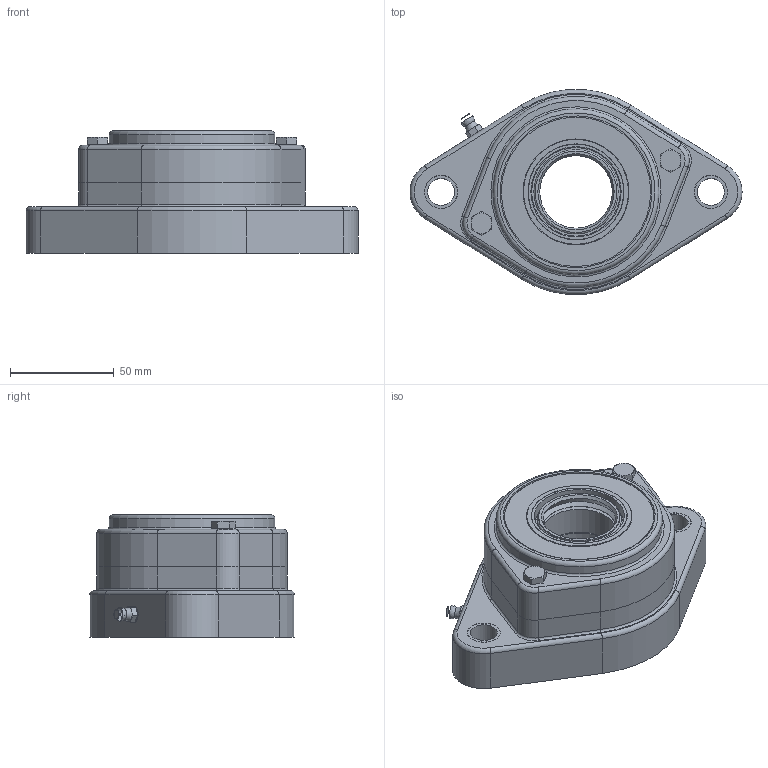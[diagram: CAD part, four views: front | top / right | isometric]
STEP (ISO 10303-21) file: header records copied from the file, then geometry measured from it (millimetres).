
FILE_DESCRIPTION(/* description */ (''),/* implementation_level */ '2;1');
FILE_NAME(/* name */ 'NGB35F21.stp',/* time_stamp */ '2025-08-14T10:24:16+02:00',/* author */ ('rhm'),/* organization */ (''),/* preprocessor_version */ 'ST-DEVELOPER v19.2',/* originating_system */ 'Autodesk Inventor 2023',/* authorisation */ '');
FILE_SCHEMA (('AUTOMOTIVE_DESIGN { 1 0 10303 214 3 1 1 }'));
Length unit declared in the file: millimetre
Products named in the file (1): Part1
Bounding box: 160 x 98.68 x 59 mm (x, y, z)
Volume: 337441 mm3; surface area: 96840.7 mm2
Topology: 6 solids, 15 shells, 394 faces, 923 edges, 587 vertices
Faces by surface type: plane 143, cylinder 132, cone 61, torus 53, sphere 5
Full cylindrical faces by diameter (mm): 2.4 x2, 3 x1, 4.917 x2, 5.459 x2, 6 x5, 6.5 x2, 8 x2, 8.7 x2, 9 x2, 13 x2, 15.8 x2, 35 x2, 39.2 x2, 43.5 x2, 44.6 x2, 47 x2, 47.93 x2, 50.15 x1, 50.6 x1, 51 x2, 61.25 x1, 63.47 x4, 72 x2, 73.2 x1, 78.2 x2, 80 x1
Entity records: 12459 total; most frequent: CARTESIAN_POINT 2597, DIRECTION 2098, ORIENTED_EDGE 1856, EDGE_CURVE 928, AXIS2_PLACEMENT_3D 883, VERTEX_POINT 611, CIRCLE 484, EDGE_LOOP 475
